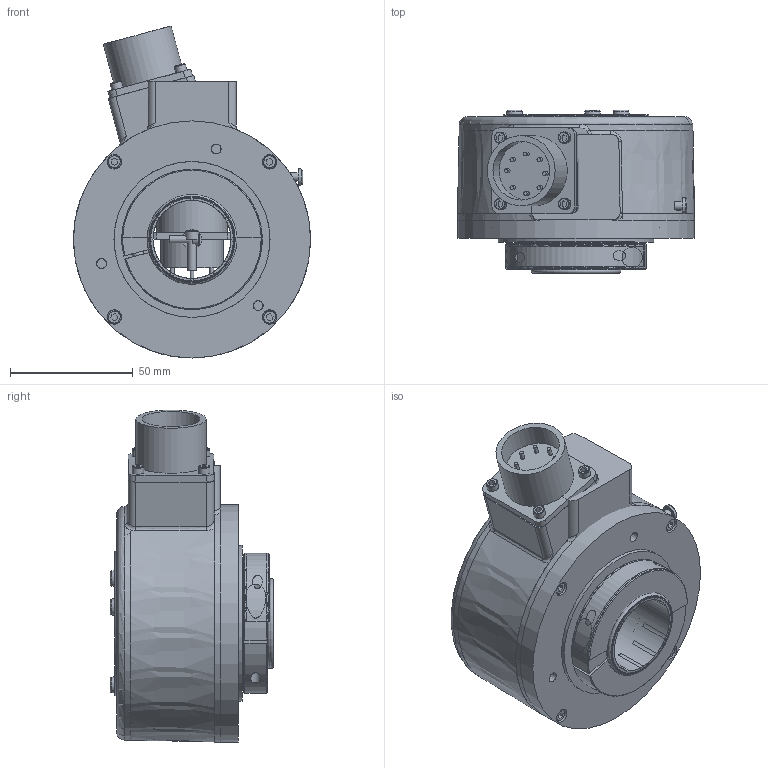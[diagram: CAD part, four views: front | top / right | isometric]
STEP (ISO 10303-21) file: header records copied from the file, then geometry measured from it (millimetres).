
FILE_DESCRIPTION( ( 'Unknown' ), '1' );
FILE_NAME( 'HS35R BLANK.stp', 'Unknown', ( 'Unknown' ), ( 'Unknown' ), 'XStep 1.0', 'Unknown', ' ' );
FILE_SCHEMA( ( 'CONFIG_CONTROL_DESIGN' ) );
Length unit declared in the file: millimetre
Products named in the file (22): Assem1; 1; 2; 3; 4; 5; 6; 7; 8; 9; 10; 11; 12; 13; 14; 15; 16; 17; 18; 19; 20; 21
Bounding box: 96.52 x 66.67 x 135.13 mm (x, y, z)
Surface area: 196836.9 mm2
Topology: 43 solids, 45 shells, 840 faces, 1888 edges, 1270 vertices
Faces by surface type: plane 516, cylinder 196, cone 98, bspline 18, torus 12
Full cylindrical faces by diameter (mm): 1.27 x2, 1.524 x24, 2.845 x8, 3.048 x8, 3.302 x8, 3.505 x6, 3.962 x6, 3.967 x4, 4.623 x8, 4.826 x3, 5.105 x4, 5.588 x8, 7.874 x3, 8.255 x4, 23.876 x2, 25.4 x2, 28.575 x2, 31.763 x2, 32.258 x2, 32.78 x2, 33.053 x2, 34.544 x2, 34.557 x2, 35.56 x2, 36.139 x4, 46.99 x2, 59.944 x2, 79.248 x4, 81.317 x2, 96.52 x2
Entity records: 12772 total; most frequent: CARTESIAN_POINT 2949, DIRECTION 1902, ORIENTED_EDGE 1560, EDGE_CURVE 780, AXIS2_PLACEMENT_3D 749, EDGE_LOOP 617, VERTEX_POINT 581, FACE_OUTER_BOUND 486
